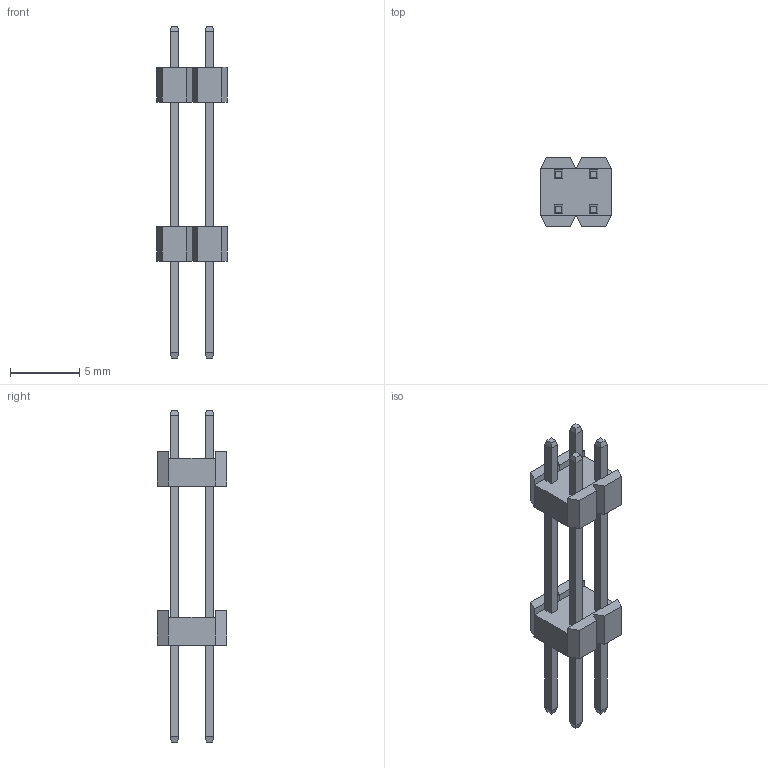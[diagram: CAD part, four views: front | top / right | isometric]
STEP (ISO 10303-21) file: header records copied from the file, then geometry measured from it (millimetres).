
FILE_DESCRIPTION (( 'STEP AP214' ), '1' );
FILE_NAME ('FPH25453-D04S1014230723B-REF.STEP', '2026-01-14T10:21:21', ( '' ), ( '' ), 'SwSTEP 2.0', 'SolidWorks 2021', '' );
FILE_SCHEMA (( 'AUTOMOTIVE_DESIGN' ));
Length unit declared in the file: millimetre
Products named in the file (1): FPH25453-D04S1014230723B-REF
Bounding box: 5.08 x 5 x 24 mm (x, y, z)
Volume: 136 mm3; surface area: 403.3 mm2
Topology: 1 solids, 1 shells, 128 faces, 316 edges, 200 vertices
Faces by surface type: plane 128
Entity records: 3710 total; most frequent: CARTESIAN_POINT 645, ORIENTED_EDGE 632, DIRECTION 574, LINE 316, VECTOR 316, EDGE_CURVE 316, VERTEX_POINT 200, EDGE_LOOP 144
